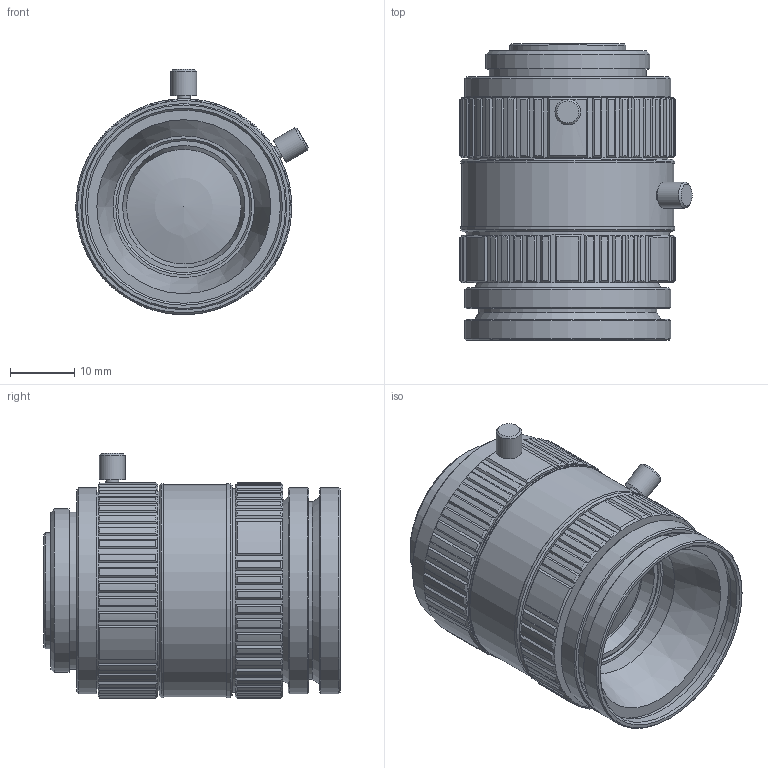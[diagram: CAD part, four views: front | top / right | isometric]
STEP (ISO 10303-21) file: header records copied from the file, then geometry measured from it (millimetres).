
FILE_DESCRIPTION(/* description */ ('Unknown'),/* implementation_level */ '2;1');
FILE_NAME(/* name */ 'M2514-SW_210416',/* time_stamp */ '2021-04-16T15:27:10+09:00',/* author */ ('Unknown'),/* organization */ ('Unknown'),/* preprocessor_version */ 'ST-DEVELOPER v16.7',/* originating_system */ 'DEX',/* authorisation */ $);
FILE_SCHEMA (('AP203_CONFIGURATION_CONTROLLED_3D_DESIGN_OF_MECHANICAL_PARTS_AND_ASSEMBLIES_MIM_LF { 1 0 10303 203 3 1 4 }','AUTOMOTIVE_DESIGN {1 0 10303 214 3 1 1}'));
Length unit declared in the file: millimetre
Products named in the file (3): M2514-SW_210416; M2514-SW_Infinity_210416; M2514-SW_Mechanical Limit_210416
Assembly tree (2 placements, depth 2):
  M2514-SW_210416
    M2514-SW_Infinity_210416
    M2514-SW_Mechanical Limit_210416
Bounding box: 36.05 x 46 x 38.04 mm (x, y, z)
Volume: 52639.4 mm3; surface area: 18699.4 mm2
Topology: 2 solids, 2 shells, 1065 faces, 2374 edges, 1367 vertices
Faces by surface type: plane 362, cylinder 361, cone 340, sphere 2
Full cylindrical faces by diameter (mm): 2 x4, 4 x4, 12 x2, 15.5 x2, 16 x2, 17.8 x2, 18 x2, 20.5 x2, 22 x2, 22.5 x2, 23 x2, 24.4 x2, 25.4 x2, 25.8 x1, 27.6 x2, 28 x1, 28.6 x1, 30 x2, 30.5 x4, 31 x2, 31.4 x2, 31.6 x2, 32 x4, 32.9 x2, 33.2 x4
Entity records: 36694 total; most frequent: CARTESIAN_POINT 6570, DIRECTION 4854, ORIENTED_EDGE 4550, EDGE_CURVE 2275, AXIS2_PLACEMENT_3D 2123, VERTEX_POINT 1363, EDGE_LOOP 1214, FACE_BOUND 1214
